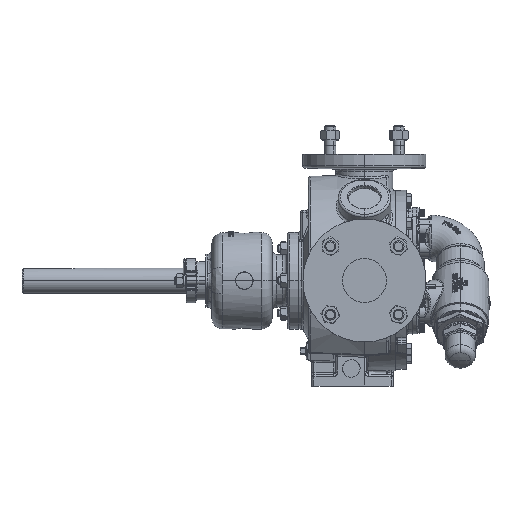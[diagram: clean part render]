
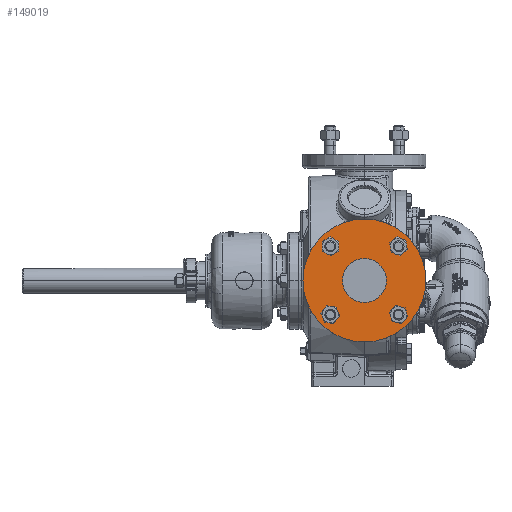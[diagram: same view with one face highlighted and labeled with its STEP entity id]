
A CAD part, top view. The second image highlights one B-rep face of the part: STEP entity #149019.
In plain terms, the highlighted planar face has unit normal (0, 0, 1).
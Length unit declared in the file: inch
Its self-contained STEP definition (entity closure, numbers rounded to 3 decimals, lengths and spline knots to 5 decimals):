
#385 = CARTESIAN_POINT ( 'NONE',  ( -1.75, 3.5, 7.19 ) ) ;
#1600 = EDGE_LOOP ( 'NONE', ( #130256, #36732 ) ) ;
#4722 = AXIS2_PLACEMENT_3D ( 'NONE', #52045, #147945, #65880 ) ;
#7703 = VERTEX_POINT ( 'NONE', #55236 ) ;
#9767 = AXIS2_PLACEMENT_3D ( 'NONE', #22407, #118182, #36196 ) ;
#10888 = EDGE_CURVE ( 'NONE', #112469, #108337, #11289, .T. ) ;
#11289 = CIRCLE ( 'NONE', #26890, 0.3125 ) ;
#11698 = EDGE_CURVE ( 'NONE', #108337, #112469, #109435, .T. ) ;
#15939 = CARTESIAN_POINT ( 'NONE',  ( -1.75, 0., 7.19 ) ) ;
#16679 = CARTESIAN_POINT ( 'NONE',  ( 0.19454, -1.94454, 7.19 ) ) ;
#17831 = AXIS2_PLACEMENT_3D ( 'NONE', #16679, #112482, #30503 ) ;
#18565 = DIRECTION ( 'NONE',  ( 0., 0., -1. ) ) ;
#22230 = CIRCLE ( 'NONE', #61133, 1.25 ) ;
#22407 = CARTESIAN_POINT ( 'NONE',  ( -3.69454, -1.94454, 7.19 ) ) ;
#22740 = CIRCLE ( 'NONE', #150579, 0.3125 ) ;
#23389 = CARTESIAN_POINT ( 'NONE',  ( -1.75, 0., 7.19 ) ) ;
#25112 = CARTESIAN_POINT ( 'NONE',  ( -4.00538, -1.9123, 7.19 ) ) ;
#26494 = CIRCLE ( 'NONE', #177773, 1.25 ) ;
#26890 = AXIS2_PLACEMENT_3D ( 'NONE', #86525, #146572, #108748 ) ;
#28898 = ORIENTED_EDGE ( 'NONE', *, *, #120847, .T. ) ;
#29017 = CARTESIAN_POINT ( 'NONE',  ( -3.42594, 1.78484, 7.19 ) ) ;
#29771 = DIRECTION ( 'NONE',  ( 0., -1., 0. ) ) ;
#29840 = CARTESIAN_POINT ( 'NONE',  ( 0.19454, 1.94454, 7.19 ) ) ;
#30503 = DIRECTION ( 'NONE',  ( 0.977, -0.215, 0. ) ) ;
#31174 = ORIENTED_EDGE ( 'NONE', *, *, #11698, .T. ) ;
#31555 = FACE_BOUND ( 'NONE', #34314, .T. ) ;
#34250 = DIRECTION ( 'NONE',  ( 0., 0., 1. ) ) ;
#34314 = EDGE_LOOP ( 'NONE', ( #103005, #172560 ) ) ;
#35054 = EDGE_CURVE ( 'NONE', #97539, #103250, #171921, .T. ) ;
#36196 = DIRECTION ( 'NONE',  ( 0.995, -0.103, 0. ) ) ;
#36732 = ORIENTED_EDGE ( 'NONE', *, *, #106904, .F. ) ;
#37144 = DIRECTION ( 'NONE',  ( 0., -1., 0. ) ) ;
#38270 = CARTESIAN_POINT ( 'NONE',  ( -3.69454, -1.94454, 7.19 ) ) ;
#43529 = DIRECTION ( 'NONE',  ( 0.935, -0.354, 0. ) ) ;
#46542 = CIRCLE ( 'NONE', #165611, 3.5 ) ;
#47971 = AXIS2_PLACEMENT_3D ( 'NONE', #38270, #134069, #51968 ) ;
#50766 = VERTEX_POINT ( 'NONE', #155899 ) ;
#50826 = EDGE_CURVE ( 'NONE', #76348, #74774, #150417, .T. ) ;
#51968 = DIRECTION ( 'NONE',  ( 0.995, -0.103, 0. ) ) ;
#52045 = CARTESIAN_POINT ( 'NONE',  ( 0.19454, 1.94454, 7.19 ) ) ;
#55236 = CARTESIAN_POINT ( 'NONE',  ( 0.49974, -2.01171, 7.19 ) ) ;
#58077 = DIRECTION ( 'NONE',  ( 0., 0., -1. ) ) ;
#58842 = CARTESIAN_POINT ( 'NONE',  ( -0.11065, -1.87737, 7.19 ) ) ;
#61133 = AXIS2_PLACEMENT_3D ( 'NONE', #23389, #119160, #37144 ) ;
#61150 = CARTESIAN_POINT ( 'NONE',  ( -0.09772, 2.05518, 7.19 ) ) ;
#62562 = CARTESIAN_POINT ( 'NONE',  ( -1.75, -1.25, 7.19 ) ) ;
#63625 = FACE_OUTER_BOUND ( 'NONE', #1600, .T. ) ;
#65880 = DIRECTION ( 'NONE',  ( 0.935, -0.354, 0. ) ) ;
#65897 = EDGE_LOOP ( 'NONE', ( #92595, #68704 ) ) ;
#68216 = VERTEX_POINT ( 'NONE', #62562 ) ;
#68704 = ORIENTED_EDGE ( 'NONE', *, *, #113042, .T. ) ;
#70559 = ORIENTED_EDGE ( 'NONE', *, *, #50826, .T. ) ;
#74107 = EDGE_CURVE ( 'NONE', #68216, #141553, #26494, .T. ) ;
#74327 = PLANE ( 'NONE',  #101358 ) ;
#74774 = VERTEX_POINT ( 'NONE', #61150 ) ;
#76348 = VERTEX_POINT ( 'NONE', #123564 ) ;
#78042 = DIRECTION ( 'NONE',  ( 0., 0., -1. ) ) ;
#86525 = CARTESIAN_POINT ( 'NONE',  ( -3.69454, 1.94454, 7.19 ) ) ;
#88419 = VERTEX_POINT ( 'NONE', #385 ) ;
#88908 = CARTESIAN_POINT ( 'NONE',  ( -3.38371, -1.97679, 7.19 ) ) ;
#92595 = ORIENTED_EDGE ( 'NONE', *, *, #115303, .T. ) ;
#92669 = AXIS2_PLACEMENT_3D ( 'NONE', #160254, #78042, #174022 ) ;
#94590 = EDGE_CURVE ( 'NONE', #88419, #50766, #157598, .T. ) ;
#97539 = VERTEX_POINT ( 'NONE', #88908 ) ;
#99596 = EDGE_CURVE ( 'NONE', #141553, #68216, #22230, .T. ) ;
#100052 = FACE_BOUND ( 'NONE', #166317, .T. ) ;
#100555 = CARTESIAN_POINT ( 'NONE',  ( -1.75, 0., 7.19 ) ) ;
#101358 = AXIS2_PLACEMENT_3D ( 'NONE', #116229, #34250, #130067 ) ;
#102162 = ORIENTED_EDGE ( 'NONE', *, *, #10888, .T. ) ;
#103005 = ORIENTED_EDGE ( 'NONE', *, *, #74107, .T. ) ;
#103250 = VERTEX_POINT ( 'NONE', #25112 ) ;
#106625 = VERTEX_POINT ( 'NONE', #58842 ) ;
#106904 = EDGE_CURVE ( 'NONE', #50766, #88419, #46542, .T. ) ;
#108337 = VERTEX_POINT ( 'NONE', #122431 ) ;
#108748 = DIRECTION ( 'NONE',  ( 0.86, -0.511, 0. ) ) ;
#109435 = CIRCLE ( 'NONE', #175240, 0.3125 ) ;
#111740 = DIRECTION ( 'NONE',  ( 0., 0., -1. ) ) ;
#112469 = VERTEX_POINT ( 'NONE', #29017 ) ;
#112482 = DIRECTION ( 'NONE',  ( 0., 0., -1. ) ) ;
#113042 = EDGE_CURVE ( 'NONE', #106625, #7703, #22740, .T. ) ;
#114322 = DIRECTION ( 'NONE',  ( 0., -1., 0. ) ) ;
#115303 = EDGE_CURVE ( 'NONE', #7703, #106625, #170528, .T. ) ;
#116229 = CARTESIAN_POINT ( 'NONE',  ( -1.75, 0., 7.19 ) ) ;
#118182 = DIRECTION ( 'NONE',  ( 0., 0., -1. ) ) ;
#119160 = DIRECTION ( 'NONE',  ( 0., 0., -1. ) ) ;
#120847 = EDGE_CURVE ( 'NONE', #103250, #97539, #160278, .T. ) ;
#122431 = CARTESIAN_POINT ( 'NONE',  ( -3.96315, 2.10425, 7.19 ) ) ;
#123564 = CARTESIAN_POINT ( 'NONE',  ( 0.4868, 1.8339, 7.19 ) ) ;
#123591 = DIRECTION ( 'NONE',  ( 0., 0., -1. ) ) ;
#125582 = DIRECTION ( 'NONE',  ( 0., 0., -1. ) ) ;
#127146 = AXIS2_PLACEMENT_3D ( 'NONE', #29840, #125582, #43529 ) ;
#130067 = DIRECTION ( 'NONE',  ( 0., -1., 0. ) ) ;
#130256 = ORIENTED_EDGE ( 'NONE', *, *, #94590, .F. ) ;
#131609 = CARTESIAN_POINT ( 'NONE',  ( -1.75, 1.25, 7.19 ) ) ;
#134069 = DIRECTION ( 'NONE',  ( 0., 0., -1. ) ) ;
#136460 = FACE_BOUND ( 'NONE', #137360, .T. ) ;
#137360 = EDGE_LOOP ( 'NONE', ( #102162, #31174 ) ) ;
#138282 = CIRCLE ( 'NONE', #127146, 0.3125 ) ;
#140155 = CARTESIAN_POINT ( 'NONE',  ( 0.19454, -1.94454, 7.19 ) ) ;
#140954 = CARTESIAN_POINT ( 'NONE',  ( -3.69454, 1.94454, 7.19 ) ) ;
#141553 = VERTEX_POINT ( 'NONE', #131609 ) ;
#142110 = DIRECTION ( 'NONE',  ( 0.86, -0.511, 0. ) ) ;
#146572 = DIRECTION ( 'NONE',  ( 0., 0., -1. ) ) ;
#147945 = DIRECTION ( 'NONE',  ( 0., 0., -1. ) ) ;
#149019 = ADVANCED_FACE ( 'NONE', ( #31555, #136460, #177314, #173047, #100052, #63625 ), #74327, .T. ) ;
#150417 = CIRCLE ( 'NONE', #4722, 0.3125 ) ;
#150579 = AXIS2_PLACEMENT_3D ( 'NONE', #140155, #58077, #153950 ) ;
#153950 = DIRECTION ( 'NONE',  ( 0.977, -0.215, 0. ) ) ;
#155899 = CARTESIAN_POINT ( 'NONE',  ( -1.75, -3.5, 7.19 ) ) ;
#157598 = CIRCLE ( 'NONE', #92669, 3.5 ) ;
#157942 = ORIENTED_EDGE ( 'NONE', *, *, #166472, .T. ) ;
#160254 = CARTESIAN_POINT ( 'NONE',  ( -1.75, 0., 7.19 ) ) ;
#160278 = CIRCLE ( 'NONE', #47971, 0.3125 ) ;
#165275 = ORIENTED_EDGE ( 'NONE', *, *, #35054, .T. ) ;
#165611 = AXIS2_PLACEMENT_3D ( 'NONE', #100555, #18565, #114322 ) ;
#166317 = EDGE_LOOP ( 'NONE', ( #165275, #28898 ) ) ;
#166472 = EDGE_CURVE ( 'NONE', #74774, #76348, #138282, .T. ) ;
#170528 = CIRCLE ( 'NONE', #17831, 0.3125 ) ;
#171921 = CIRCLE ( 'NONE', #9767, 0.3125 ) ;
#172560 = ORIENTED_EDGE ( 'NONE', *, *, #99596, .T. ) ;
#173047 = FACE_BOUND ( 'NONE', #65897, .T. ) ;
#174022 = DIRECTION ( 'NONE',  ( 0., -1., 0. ) ) ;
#174855 = EDGE_LOOP ( 'NONE', ( #70559, #157942 ) ) ;
#175240 = AXIS2_PLACEMENT_3D ( 'NONE', #140954, #123591, #142110 ) ;
#177314 = FACE_BOUND ( 'NONE', #174855, .T. ) ;
#177773 = AXIS2_PLACEMENT_3D ( 'NONE', #15939, #111740, #29771 ) ;
